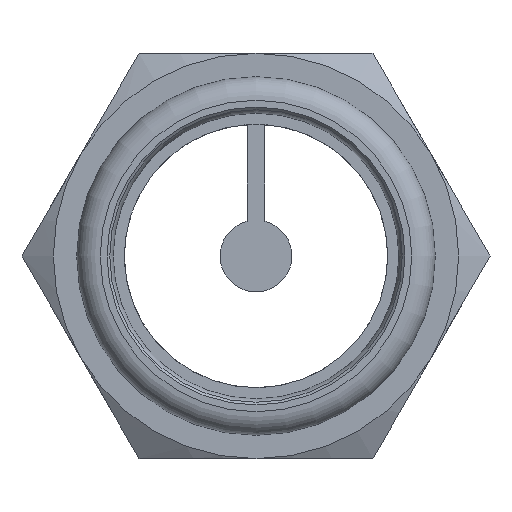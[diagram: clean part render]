
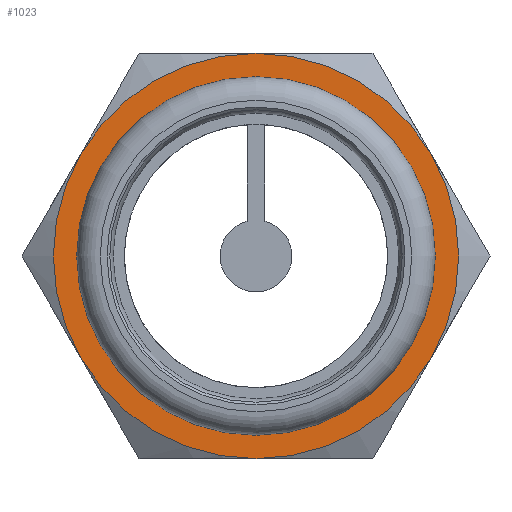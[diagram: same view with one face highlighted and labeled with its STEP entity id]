
A CAD part, left-side view. The second image highlights one B-rep face of the part: STEP entity #1023.
In plain terms, the highlighted planar face has unit normal (-1, 0, 0).
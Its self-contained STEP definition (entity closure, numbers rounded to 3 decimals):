
#139=FACE_BOUND($,#353,.T.);
#181=CIRCLE($,#1129,25.05);
#183=CIRCLE($,#1133,30.);
#184=CIRCLE($,#1134,30.);
#185=CIRCLE($,#1135,30.);
#186=CIRCLE($,#1136,30.);
#187=CIRCLE($,#1137,30.);
#188=CIRCLE($,#1138,30.);
#258=FACE_OUTER_BOUND($,#352,.T.);
#352=EDGE_LOOP($,(#744,#745,#746,#747,#748,#749));
#353=EDGE_LOOP($,(#750));
#488=VERTEX_POINT($,#1627);
#490=VERTEX_POINT($,#1633);
#491=VERTEX_POINT($,#1634);
#492=VERTEX_POINT($,#1636);
#493=VERTEX_POINT($,#1638);
#494=VERTEX_POINT($,#1640);
#495=VERTEX_POINT($,#1642);
#582=EDGE_CURVE($,#488,#488,#181,.T.);
#584=EDGE_CURVE($,#490,#491,#183,.T.);
#585=EDGE_CURVE($,#492,#490,#184,.T.);
#586=EDGE_CURVE($,#493,#492,#185,.T.);
#587=EDGE_CURVE($,#494,#493,#186,.T.);
#588=EDGE_CURVE($,#495,#494,#187,.T.);
#589=EDGE_CURVE($,#491,#495,#188,.T.);
#744=ORIENTED_EDGE($,*,*,#584,.F.);
#745=ORIENTED_EDGE($,*,*,#585,.F.);
#746=ORIENTED_EDGE($,*,*,#586,.F.);
#747=ORIENTED_EDGE($,*,*,#587,.F.);
#748=ORIENTED_EDGE($,*,*,#588,.F.);
#749=ORIENTED_EDGE($,*,*,#589,.F.);
#750=ORIENTED_EDGE($,*,*,#582,.F.);
#949=PLANE($,#1132);
#1023=ADVANCED_FACE($,(#258,#139),#949,.T.);
#1129=AXIS2_PLACEMENT_3D($,#1628,#1332,#1333);
#1132=AXIS2_PLACEMENT_3D($,#1632,#1338,#1339);
#1133=AXIS2_PLACEMENT_3D($,#1635,#1340,#1341);
#1134=AXIS2_PLACEMENT_3D($,#1637,#1342,#1343);
#1135=AXIS2_PLACEMENT_3D($,#1639,#1344,#1345);
#1136=AXIS2_PLACEMENT_3D($,#1641,#1346,#1347);
#1137=AXIS2_PLACEMENT_3D($,#1643,#1348,#1349);
#1138=AXIS2_PLACEMENT_3D($,#1644,#1350,#1351);
#1332=DIRECTION('center_axis',(-1.,0.,0.));
#1333=DIRECTION('ref_axis',(0.,0.,1.));
#1338=DIRECTION('center_axis',(-1.,0.,0.));
#1339=DIRECTION('ref_axis',(0.,0.,1.));
#1340=DIRECTION('center_axis',(1.,0.,0.));
#1341=DIRECTION('ref_axis',(0.,1.,0.));
#1342=DIRECTION('center_axis',(1.,0.,0.));
#1343=DIRECTION('ref_axis',(0.,1.,0.));
#1344=DIRECTION('center_axis',(1.,0.,0.));
#1345=DIRECTION('ref_axis',(0.,1.,0.));
#1346=DIRECTION('center_axis',(1.,0.,0.));
#1347=DIRECTION('ref_axis',(0.,1.,0.));
#1348=DIRECTION('center_axis',(1.,0.,0.));
#1349=DIRECTION('ref_axis',(0.,1.,0.));
#1350=DIRECTION('center_axis',(1.,0.,0.));
#1351=DIRECTION('ref_axis',(0.,1.,0.));
#1627=CARTESIAN_POINT('',(0.,0.,
-25.05));
#1628=CARTESIAN_POINT('Origin',(0.,0.,
0.));
#1632=CARTESIAN_POINT('Origin',(0.,15.,0.));
#1633=CARTESIAN_POINT('',(0.,25.981,15.));
#1634=CARTESIAN_POINT('',(0.,0.,
30.));
#1635=CARTESIAN_POINT('Origin',(0.,0.,
0.));
#1636=CARTESIAN_POINT('',(0.,25.981,-15.));
#1637=CARTESIAN_POINT('Origin',(0.,0.,
0.));
#1638=CARTESIAN_POINT('',(0.,0.,
-30.));
#1639=CARTESIAN_POINT('Origin',(0.,0.,
0.));
#1640=CARTESIAN_POINT('',(0.,-25.981,-15.));
#1641=CARTESIAN_POINT('Origin',(0.,0.,
0.));
#1642=CARTESIAN_POINT('',(0.,-25.981,15.));
#1643=CARTESIAN_POINT('Origin',(0.,0.,
0.));
#1644=CARTESIAN_POINT('Origin',(0.,0.,
0.));
